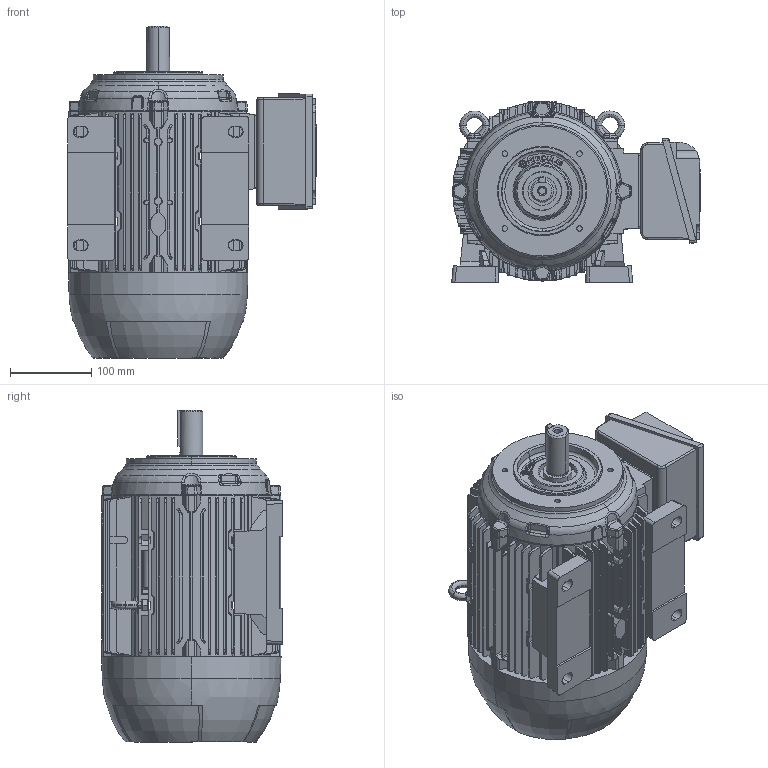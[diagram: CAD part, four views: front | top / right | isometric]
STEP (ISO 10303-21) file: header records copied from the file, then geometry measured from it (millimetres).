
FILE_DESCRIPTION (( 'STEP AP203' ), '1' );
FILE_NAME ('112S_CP_DI_LEFT.STEP', '2022-06-28T20:06:12', ( '' ), ( '' ), 'SwSTEP 2.0', 'SolidWorks 2020', '' );
FILE_SCHEMA (( 'CONFIG_CONTROL_DESIGN' ));
Length unit declared in the file: millimetre
Products named in the file (1): 112S_CP_DI_LEFT
Bounding box: 306.18 x 222.38 x 408.5 mm (x, y, z)
Surface area: 728775.4 mm2 (no closed solid volume)
Topology: 0 solids, 15 shells, 1763 faces, 5426 edges, 3670 vertices
Faces by surface type: plane 928, cylinder 368, cone 218, bspline 159, torus 79, sphere 11
Entity records: 68292 total; most frequent: CARTESIAN_POINT 24093, ORIENTED_EDGE 9720, DIRECTION 7968, EDGE_CURVE 5422, VERTEX_POINT 3670, LINE 2938, VECTOR 2938, AXIS2_PLACEMENT_3D 2515
